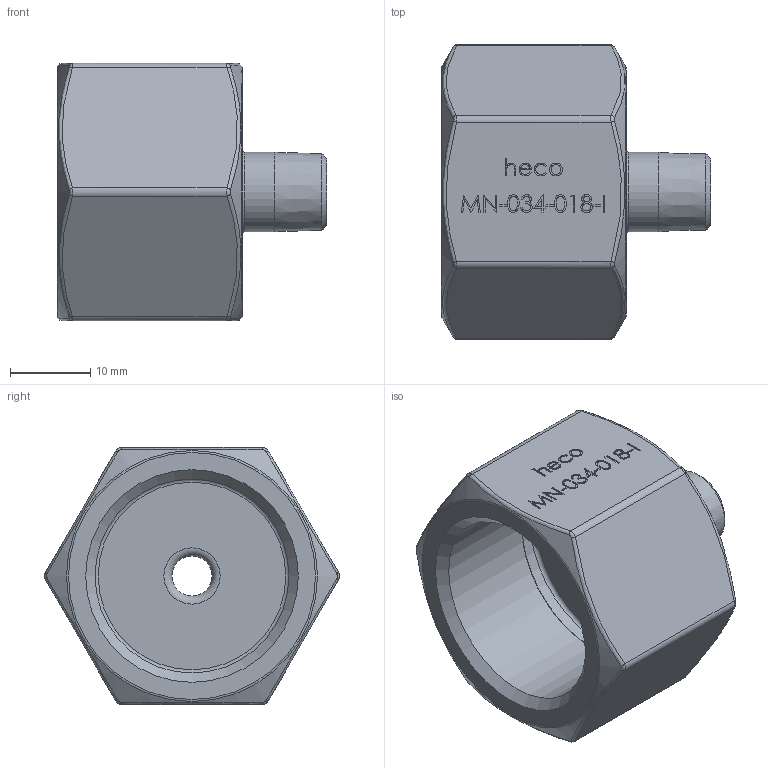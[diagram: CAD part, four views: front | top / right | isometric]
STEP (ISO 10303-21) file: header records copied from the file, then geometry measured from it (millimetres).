
FILE_DESCRIPTION (( 'STEP AP214' ), '1' );
FILE_NAME ('MN-034-018-I 2310.STEP', '2023-10-27T10:04:30', ( '' ), ( '' ), 'SwSTEP 2.0', 'SolidWorks 2019', '' );
FILE_SCHEMA (( 'AUTOMOTIVE_DESIGN' ));
Length unit declared in the file: millimetre
Products named in the file (1): MN-034-018-I 2310
Bounding box: 33.5 x 36.64 x 32 mm (x, y, z)
Volume: 13269.1 mm3; surface area: 5874.5 mm2
Topology: 1 solids, 1 shells, 237 faces, 598 edges, 389 vertices
Faces by surface type: plane 108, bspline 108, cylinder 10, torus 6, cone 5
Full cylindrical faces by diameter (mm): 5 x1, 9.884 x1, 24.117 x1, 24.317 x1
Entity records: 14644 total; most frequent: CARTESIAN_POINT 7594, ORIENTED_EDGE 1154, DIRECTION 664, EDGE_CURVE 577, VERTEX_POINT 383, VECTOR 318, LINE 318, EDGE_LOOP 280
